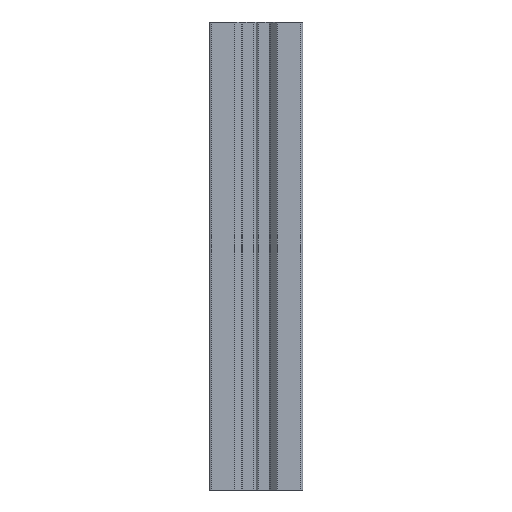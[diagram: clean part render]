
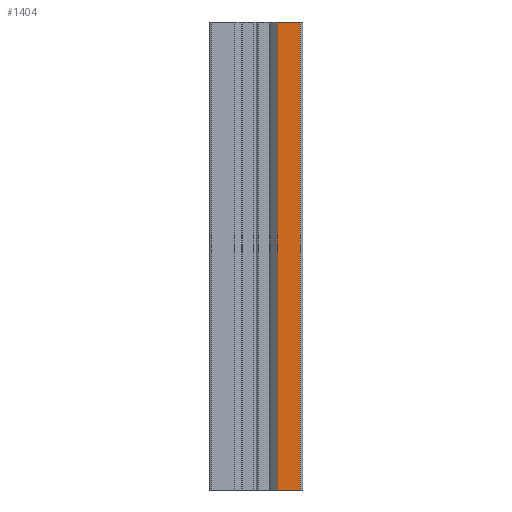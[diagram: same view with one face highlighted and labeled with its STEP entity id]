
A CAD part, front view. The second image highlights one B-rep face of the part: STEP entity #1404.
In plain terms, the highlighted planar face has unit normal (0, -1, 0).
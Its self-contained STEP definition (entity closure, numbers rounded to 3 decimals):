
#25=PLANE('',#1491);
#92=FACE_OUTER_BOUND('',#163,.T.);
#163=EDGE_LOOP('',(#1012,#1013,#1014,#1015));
#227=LINE('',#1928,#424);
#253=LINE('',#1982,#450);
#254=LINE('',#1984,#451);
#255=LINE('',#1985,#452);
#424=VECTOR('',#1567,10.);
#450=VECTOR('',#1613,10.);
#451=VECTOR('',#1614,10.);
#452=VECTOR('',#1615,10.);
#632=VERTEX_POINT('',#1925);
#633=VERTEX_POINT('',#1927);
#651=VERTEX_POINT('',#1981);
#652=VERTEX_POINT('',#1983);
#770=EDGE_CURVE('',#632,#633,#227,.T.);
#797=EDGE_CURVE('',#651,#632,#253,.T.);
#798=EDGE_CURVE('',#652,#651,#254,.T.);
#799=EDGE_CURVE('',#633,#652,#255,.T.);
#1012=ORIENTED_EDGE('',*,*,#770,.F.);
#1013=ORIENTED_EDGE('',*,*,#797,.F.);
#1014=ORIENTED_EDGE('',*,*,#798,.F.);
#1015=ORIENTED_EDGE('',*,*,#799,.F.);
#1404=ADVANCED_FACE('',(#92),#25,.T.);
#1491=AXIS2_PLACEMENT_3D('',#1980,#1611,#1612);
#1567=DIRECTION('',(0.,0.,-1.));
#1611=DIRECTION('center_axis',(0.,-1.,0.));
#1612=DIRECTION('ref_axis',(1.,0.,0.));
#1613=DIRECTION('',(1.,0.,0.));
#1614=DIRECTION('',(0.,0.,1.));
#1615=DIRECTION('',(-1.,0.,0.));
#1925=CARTESIAN_POINT('',(9.5,-10.,50.));
#1927=CARTESIAN_POINT('',(9.5,-10.,-50.));
#1928=CARTESIAN_POINT('',(9.5,-10.,0.));
#1980=CARTESIAN_POINT('Origin',(4.58,-10.,0.));
#1981=CARTESIAN_POINT('',(4.58,-10.,50.));
#1982=CARTESIAN_POINT('',(4.58,-10.,50.));
#1983=CARTESIAN_POINT('',(4.58,-10.,-50.));
#1984=CARTESIAN_POINT('',(4.58,-10.,0.));
#1985=CARTESIAN_POINT('',(4.58,-10.,-50.));
